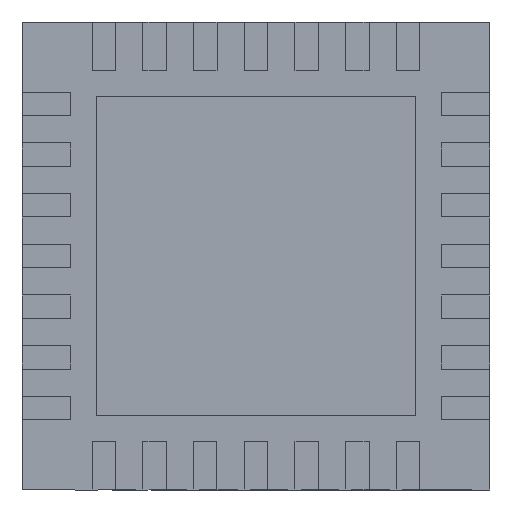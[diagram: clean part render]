
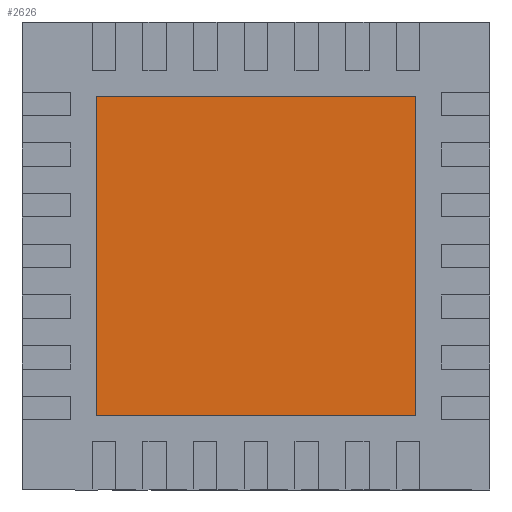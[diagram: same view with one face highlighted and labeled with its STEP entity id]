
A CAD part, front view. The second image highlights one B-rep face of the part: STEP entity #2626.
In plain terms, the highlighted planar face has unit normal (0, -1, 0).
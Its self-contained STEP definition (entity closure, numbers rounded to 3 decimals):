
#40 = EDGE_CURVE ( 'NONE', #4743, #1590, #2519, .T. ) ;
#64 = DIRECTION ( 'NONE',  ( 0., 0., -1. ) ) ;
#171 = ORIENTED_EDGE ( 'NONE', *, *, #612, .T. ) ;
#449 = FACE_OUTER_BOUND ( 'NONE', #3393, .T. ) ;
#494 = LINE ( 'NONE', #3595, #916 ) ;
#599 = ORIENTED_EDGE ( 'NONE', *, *, #40, .T. ) ;
#612 = EDGE_CURVE ( 'NONE', #1590, #4691, #1770, .T. ) ;
#842 = EDGE_CURVE ( 'NONE', #3379, #4743, #3785, .T. ) ;
#916 = VECTOR ( 'NONE', #3853, 1000. ) ;
#1402 = DIRECTION ( 'NONE',  ( 1., 0., 0. ) ) ;
#1590 = VERTEX_POINT ( 'NONE', #5595 ) ;
#1770 = LINE ( 'NONE', #6811, #3692 ) ;
#2519 = LINE ( 'NONE', #3203, #4429 ) ;
#2626 = ADVANCED_FACE ( 'NONE', ( #449 ), #8269, .T. ) ;
#3055 = DIRECTION ( 'NONE',  ( -1., 0., 0. ) ) ;
#3203 = CARTESIAN_POINT ( 'NONE',  ( -2.05, 0., -2.05 ) ) ;
#3379 = VERTEX_POINT ( 'NONE', #7065 ) ;
#3393 = EDGE_LOOP ( 'NONE', ( #599, #171, #4814, #5493 ) ) ;
#3595 = CARTESIAN_POINT ( 'NONE',  ( 2.05, 0., -2.05 ) ) ;
#3692 = VECTOR ( 'NONE', #1402, 1000. ) ;
#3785 = LINE ( 'NONE', #5721, #5576 ) ;
#3853 = DIRECTION ( 'NONE',  ( 0., 0., 1. ) ) ;
#4371 = EDGE_CURVE ( 'NONE', #4691, #3379, #494, .T. ) ;
#4429 = VECTOR ( 'NONE', #4526, 1000. ) ;
#4526 = DIRECTION ( 'NONE',  ( 0., 0., -1. ) ) ;
#4691 = VERTEX_POINT ( 'NONE', #7848 ) ;
#4743 = VERTEX_POINT ( 'NONE', #7876 ) ;
#4814 = ORIENTED_EDGE ( 'NONE', *, *, #4371, .T. ) ;
#5458 = DIRECTION ( 'NONE',  ( 0., -1., 0. ) ) ;
#5493 = ORIENTED_EDGE ( 'NONE', *, *, #842, .T. ) ;
#5576 = VECTOR ( 'NONE', #3055, 1000. ) ;
#5595 = CARTESIAN_POINT ( 'NONE',  ( -2.05, 0., -2.05 ) ) ;
#5707 = AXIS2_PLACEMENT_3D ( 'NONE', #7556, #5458, #64 ) ;
#5721 = CARTESIAN_POINT ( 'NONE',  ( 2.05, 0., 2.05 ) ) ;
#6811 = CARTESIAN_POINT ( 'NONE',  ( 2.05, 0., -2.05 ) ) ;
#7065 = CARTESIAN_POINT ( 'NONE',  ( 2.05, 0., 2.05 ) ) ;
#7556 = CARTESIAN_POINT ( 'NONE',  ( 0., 0., 0. ) ) ;
#7848 = CARTESIAN_POINT ( 'NONE',  ( 2.05, 0., -2.05 ) ) ;
#7876 = CARTESIAN_POINT ( 'NONE',  ( -2.05, 0., 2.05 ) ) ;
#8269 = PLANE ( 'NONE',  #5707 ) ;
